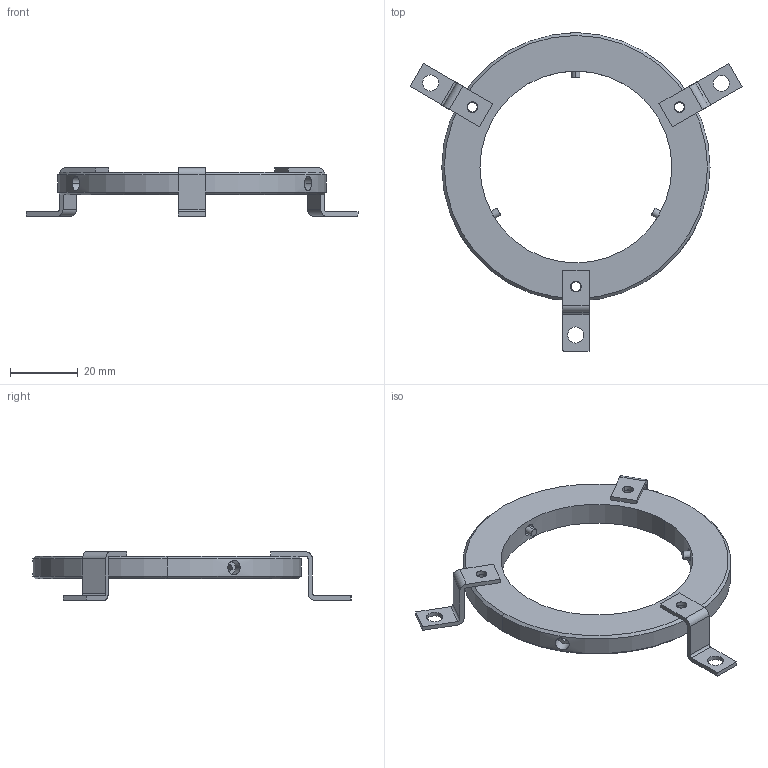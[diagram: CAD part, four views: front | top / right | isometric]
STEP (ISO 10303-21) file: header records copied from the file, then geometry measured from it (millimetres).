
FILE_DESCRIPTION (( 'STEP AP214' ), '1' );
FILE_NAME ('1839-A-M0020-0 R1 minus hex heads 1 Ext1 P1 Coord.STEP', '2020-07-15T22:47:52', ( '' ), ( '' ), 'SwSTEP 2.0', 'SolidWorks 2017', '' );
FILE_SCHEMA (( 'AUTOMOTIVE_DESIGN' ));
Length unit declared in the file: inch
Products named in the file (1): 1839-A-M0020-0 R1 minus hex heads 1 Ext1 P1 Coord
Bounding box: 98.22 x 94.12 x 14.27 mm (x, y, z)
Volume: 16774 mm3; surface area: 10042.3 mm2
Topology: 6 solids, 6 shells, 126 faces, 308 edges, 204 vertices
Faces by surface type: plane 65, cylinder 52, cone 9
Entity records: 4123 total; most frequent: CARTESIAN_POINT 933, DIRECTION 646, ORIENTED_EDGE 616, EDGE_CURVE 308, AXIS2_PLACEMENT_3D 229, VERTEX_POINT 204, VECTOR 188, LINE 188
